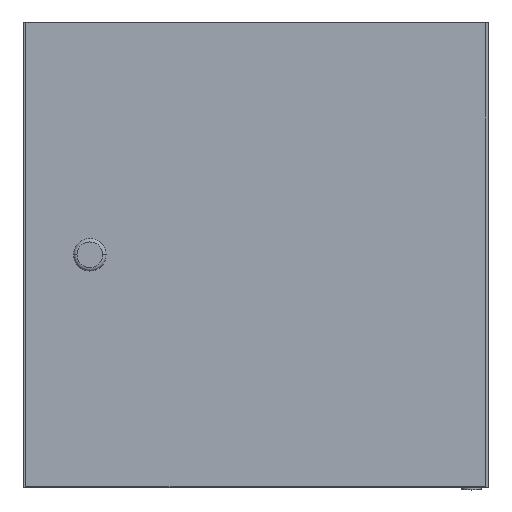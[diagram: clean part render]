
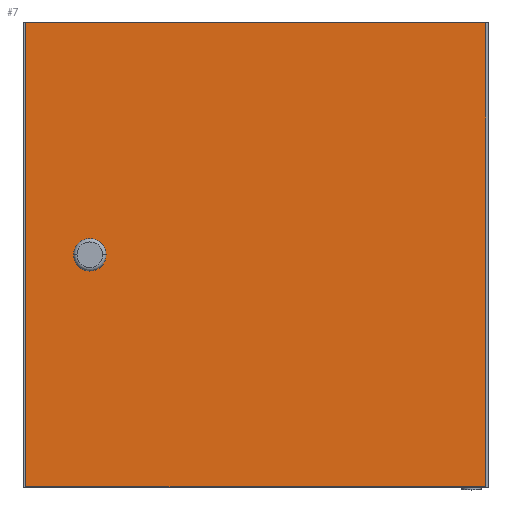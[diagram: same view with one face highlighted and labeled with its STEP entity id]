
A CAD part, top view. The second image highlights one B-rep face of the part: STEP entity #7.
In plain terms, the highlighted face is planar.
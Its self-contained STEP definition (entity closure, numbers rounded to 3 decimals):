
#7 = ADVANCED_FACE ( 'NONE', ( #3456, #9254 ), #6780, .T. ) ;
#16 = AXIS2_PLACEMENT_3D ( 'NONE', #232, #1810, #5282 ) ;
#120 = ORIENTED_EDGE ( 'NONE', *, *, #6616, .F. ) ;
#155 = VERTEX_POINT ( 'NONE', #6279 ) ;
#209 = DIRECTION ( 'NONE',  ( 1., 0., 0. ) ) ;
#227 = CARTESIAN_POINT ( 'NONE',  ( -197.5, -199.25, 0. ) ) ;
#232 = CARTESIAN_POINT ( 'NONE',  ( 142.5, 0., 0. ) ) ;
#365 = CARTESIAN_POINT ( 'NONE',  ( 197.5, -199.25, 0. ) ) ;
#401 = ORIENTED_EDGE ( 'NONE', *, *, #4480, .F. ) ;
#797 = VECTOR ( 'NONE', #5237, 1000. ) ;
#878 = DIRECTION ( 'NONE',  ( -1., 0., 0. ) ) ;
#1145 = EDGE_CURVE ( 'NONE', #7343, #7094, #5448, .T. ) ;
#1514 = EDGE_LOOP ( 'NONE', ( #401, #8979, #6918, #120 ) ) ;
#1742 = VERTEX_POINT ( 'NONE', #365 ) ;
#1781 = DIRECTION ( 'NONE',  ( 0., -1., 0. ) ) ;
#1810 = DIRECTION ( 'NONE',  ( 0., 0., -1. ) ) ;
#2101 = LINE ( 'NONE', #4334, #2694 ) ;
#2357 = EDGE_CURVE ( 'NONE', #155, #7508, #6860, .T. ) ;
#2368 = VERTEX_POINT ( 'NONE', #227 ) ;
#2645 = LINE ( 'NONE', #9213, #8832 ) ;
#2694 = VECTOR ( 'NONE', #209, 1000. ) ;
#3403 = CARTESIAN_POINT ( 'NONE',  ( 0., 0., 0. ) ) ;
#3456 = FACE_BOUND ( 'NONE', #4443, .T. ) ;
#3536 = CARTESIAN_POINT ( 'NONE',  ( 197.5, 199.25, 0. ) ) ;
#3542 = LINE ( 'NONE', #7683, #797 ) ;
#4334 = CARTESIAN_POINT ( 'NONE',  ( 197.5, -199.25, 0. ) ) ;
#4443 = EDGE_LOOP ( 'NONE', ( #9669, #9358 ) ) ;
#4480 = EDGE_CURVE ( 'NONE', #7508, #2368, #2645, .T. ) ;
#4683 = CIRCLE ( 'NONE', #16, 14. ) ;
#5196 = DIRECTION ( 'NONE',  ( 0., 0., -1. ) ) ;
#5237 = DIRECTION ( 'NONE',  ( 0., 1., 0. ) ) ;
#5282 = DIRECTION ( 'NONE',  ( -1., 0., 0. ) ) ;
#5407 = AXIS2_PLACEMENT_3D ( 'NONE', #3403, #5196, #10076 ) ;
#5411 = EDGE_CURVE ( 'NONE', #7094, #7343, #4683, .T. ) ;
#5448 = CIRCLE ( 'NONE', #6844, 14. ) ;
#6279 = CARTESIAN_POINT ( 'NONE',  ( 197.5, 199.25, 0. ) ) ;
#6616 = EDGE_CURVE ( 'NONE', #2368, #1742, #2101, .T. ) ;
#6780 = PLANE ( 'NONE',  #5407 ) ;
#6844 = AXIS2_PLACEMENT_3D ( 'NONE', #7325, #10619, #8994 ) ;
#6860 = LINE ( 'NONE', #3536, #9791 ) ;
#6918 = ORIENTED_EDGE ( 'NONE', *, *, #7353, .F. ) ;
#6971 = CARTESIAN_POINT ( 'NONE',  ( 128.5, 0., 0. ) ) ;
#7094 = VERTEX_POINT ( 'NONE', #9622 ) ;
#7325 = CARTESIAN_POINT ( 'NONE',  ( 142.5, 0., 0. ) ) ;
#7343 = VERTEX_POINT ( 'NONE', #6971 ) ;
#7353 = EDGE_CURVE ( 'NONE', #1742, #155, #3542, .T. ) ;
#7508 = VERTEX_POINT ( 'NONE', #9668 ) ;
#7683 = CARTESIAN_POINT ( 'NONE',  ( 197.5, 199.25, 0. ) ) ;
#8832 = VECTOR ( 'NONE', #1781, 1000. ) ;
#8979 = ORIENTED_EDGE ( 'NONE', *, *, #2357, .F. ) ;
#8994 = DIRECTION ( 'NONE',  ( -1., 0., 0. ) ) ;
#9213 = CARTESIAN_POINT ( 'NONE',  ( -197.5, 199.25, 0. ) ) ;
#9254 = FACE_OUTER_BOUND ( 'NONE', #1514, .T. ) ;
#9358 = ORIENTED_EDGE ( 'NONE', *, *, #1145, .F. ) ;
#9622 = CARTESIAN_POINT ( 'NONE',  ( 156.5, 0., 0. ) ) ;
#9668 = CARTESIAN_POINT ( 'NONE',  ( -197.5, 199.25, 0. ) ) ;
#9669 = ORIENTED_EDGE ( 'NONE', *, *, #5411, .F. ) ;
#9791 = VECTOR ( 'NONE', #878, 1000. ) ;
#10076 = DIRECTION ( 'NONE',  ( -1., 0., 0. ) ) ;
#10619 = DIRECTION ( 'NONE',  ( 0., 0., -1. ) ) ;
